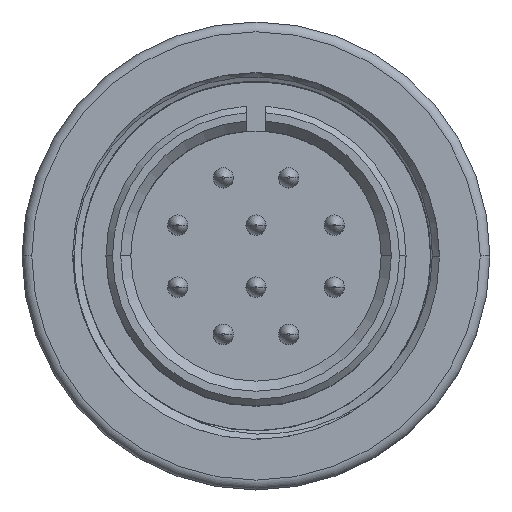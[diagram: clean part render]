
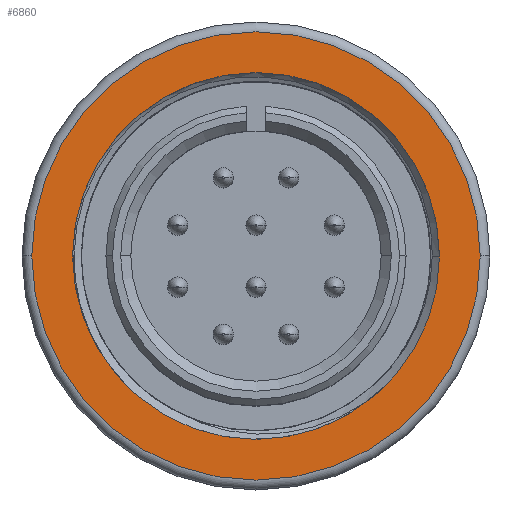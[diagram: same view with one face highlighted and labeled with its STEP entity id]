
A CAD part, top view. The second image highlights one B-rep face of the part: STEP entity #6860.
In plain terms, the highlighted planar face has unit normal (0, 0, 1).
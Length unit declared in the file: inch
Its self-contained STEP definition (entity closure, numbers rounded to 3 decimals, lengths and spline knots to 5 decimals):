
#106 = CARTESIAN_POINT ( 'NONE',  ( 0.6875, 0., -0.15 ) ) ;
#520 = EDGE_CURVE ( 'NONE', #9666, #9169, #6587, .T. ) ;
#1321 = CARTESIAN_POINT ( 'NONE',  ( 0., 0., -0.15 ) ) ;
#1694 = DIRECTION ( 'NONE',  ( 0., 0., 1. ) ) ;
#1752 = ORIENTED_EDGE ( 'NONE', *, *, #8000, .F. ) ;
#1784 = VERTEX_POINT ( 'NONE', #6408 ) ;
#2008 = ORIENTED_EDGE ( 'NONE', *, *, #520, .F. ) ;
#2057 = CARTESIAN_POINT ( 'NONE',  ( 0., 0., -0.15 ) ) ;
#2384 = DIRECTION ( 'NONE',  ( 1., 0., 0. ) ) ;
#2474 = EDGE_LOOP ( 'NONE', ( #12825, #2887 ) ) ;
#2887 = ORIENTED_EDGE ( 'NONE', *, *, #3821, .T. ) ;
#3054 = CARTESIAN_POINT ( 'NONE',  ( 0., 0., -0.15 ) ) ;
#3141 = DIRECTION ( 'NONE',  ( 1., 0., 0. ) ) ;
#3711 = FACE_BOUND ( 'NONE', #12010, .T. ) ;
#3821 = EDGE_CURVE ( 'NONE', #1784, #5621, #12040, .T. ) ;
#4130 = DIRECTION ( 'NONE',  ( 1., 0., 0. ) ) ;
#4374 = DIRECTION ( 'NONE',  ( 0., 0., 1. ) ) ;
#5621 = VERTEX_POINT ( 'NONE', #106 ) ;
#6197 = FACE_OUTER_BOUND ( 'NONE', #2474, .T. ) ;
#6408 = CARTESIAN_POINT ( 'NONE',  ( -0.6875, 0., -0.15 ) ) ;
#6587 = CIRCLE ( 'NONE', #7012, 0.56263 ) ;
#6696 = CIRCLE ( 'NONE', #7569, 0.6875 ) ;
#6860 = ADVANCED_FACE ( 'NONE', ( #3711, #6197 ), #7316, .T. ) ;
#7012 = AXIS2_PLACEMENT_3D ( 'NONE', #2057, #9557, #3141 ) ;
#7264 = AXIS2_PLACEMENT_3D ( 'NONE', #3054, #10507, #4130 ) ;
#7316 = PLANE ( 'NONE',  #7264 ) ;
#7417 = CARTESIAN_POINT ( 'NONE',  ( 0.56263, 0., -0.15 ) ) ;
#7569 = AXIS2_PLACEMENT_3D ( 'NONE', #1321, #8810, #2384 ) ;
#8000 = EDGE_CURVE ( 'NONE', #9169, #9666, #12454, .T. ) ;
#8120 = CARTESIAN_POINT ( 'NONE',  ( 0., 0., -0.15 ) ) ;
#8557 = CARTESIAN_POINT ( 'NONE',  ( -0.56263, 0., -0.15 ) ) ;
#8810 = DIRECTION ( 'NONE',  ( 0., 0., 1. ) ) ;
#9169 = VERTEX_POINT ( 'NONE', #8557 ) ;
#9206 = DIRECTION ( 'NONE',  ( 1., 0., 0. ) ) ;
#9557 = DIRECTION ( 'NONE',  ( 0., 0., 1. ) ) ;
#9666 = VERTEX_POINT ( 'NONE', #7417 ) ;
#9792 = AXIS2_PLACEMENT_3D ( 'NONE', #10754, #4374, #11773 ) ;
#10507 = DIRECTION ( 'NONE',  ( 0., 0., 1. ) ) ;
#10754 = CARTESIAN_POINT ( 'NONE',  ( 0., 0., -0.15 ) ) ;
#11043 = EDGE_CURVE ( 'NONE', #5621, #1784, #6696, .T. ) ;
#11773 = DIRECTION ( 'NONE',  ( 1., 0., 0. ) ) ;
#11812 = AXIS2_PLACEMENT_3D ( 'NONE', #8120, #1694, #9206 ) ;
#12010 = EDGE_LOOP ( 'NONE', ( #2008, #1752 ) ) ;
#12040 = CIRCLE ( 'NONE', #11812, 0.6875 ) ;
#12454 = CIRCLE ( 'NONE', #9792, 0.56263 ) ;
#12825 = ORIENTED_EDGE ( 'NONE', *, *, #11043, .T. ) ;
